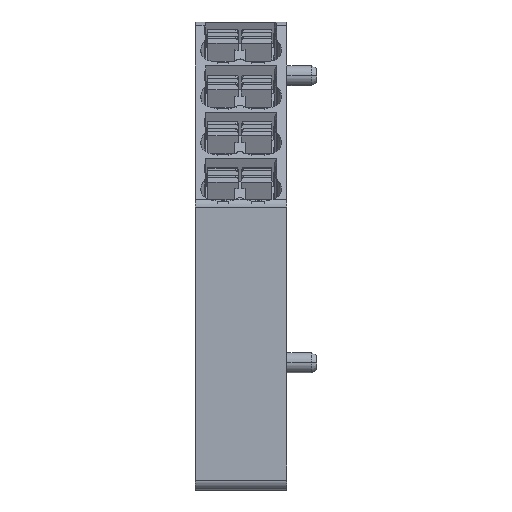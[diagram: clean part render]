
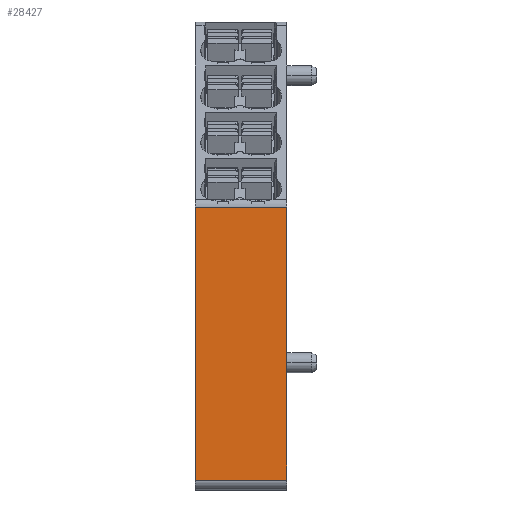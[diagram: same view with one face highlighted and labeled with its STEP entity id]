
A CAD part, front view. The second image highlights one B-rep face of the part: STEP entity #28427.
In plain terms, the highlighted planar face has unit normal (0, -1, 0).
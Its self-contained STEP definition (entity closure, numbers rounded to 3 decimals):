
#28400=AXIS2_PLACEMENT_3D('Plane Axis2P3D',#28397,#28398,#28399) ;
#28367=CARTESIAN_POINT('Vertex',(0.,0.,28.397)) ;
#28370=CARTESIAN_POINT('Line Origine',(4.6,0.,28.397)) ;
#28374=CARTESIAN_POINT('Vertex',(9.2,0.,28.397)) ;
#28397=CARTESIAN_POINT('Axis2P3D Location',(0.,0.,10.6)) ;
#28402=CARTESIAN_POINT('Line Origine',(9.2,0.,14.699)) ;
#28406=CARTESIAN_POINT('Vertex',(9.2,0.,1.)) ;
#28409=CARTESIAN_POINT('Line Origine',(0.,0.,14.699)) ;
#28413=CARTESIAN_POINT('Vertex',(0.,0.,1.)) ;
#28416=CARTESIAN_POINT('Line Origine',(4.6,0.,1.)) ;
#28371=DIRECTION('Vector Direction',(-1.,0.,0.)) ;
#28398=DIRECTION('Axis2P3D Direction',(0.,1.,0.)) ;
#28399=DIRECTION('Axis2P3D XDirection',(0.,0.,1.)) ;
#28403=DIRECTION('Vector Direction',(0.,0.,-1.)) ;
#28410=DIRECTION('Vector Direction',(0.,0.,-1.)) ;
#28417=DIRECTION('Vector Direction',(1.,0.,0.)) ;
#28372=VECTOR('Line Direction',#28371,1.) ;
#28404=VECTOR('Line Direction',#28403,1.) ;
#28411=VECTOR('Line Direction',#28410,1.) ;
#28418=VECTOR('Line Direction',#28417,1.) ;
#28422=ORIENTED_EDGE('',*,*,#28408,.T.) ;
#28423=ORIENTED_EDGE('',*,*,#28376,.F.) ;
#28424=ORIENTED_EDGE('',*,*,#28415,.F.) ;
#28425=ORIENTED_EDGE('',*,*,#28420,.T.) ;
#28427=ADVANCED_FACE('KLTR_PRV4-35X75',(#28426),#28401,.F.) ;
#28376=EDGE_CURVE('',#28368,#28375,#28373,.F.) ;
#28408=EDGE_CURVE('',#28407,#28375,#28405,.F.) ;
#28415=EDGE_CURVE('',#28414,#28368,#28412,.F.) ;
#28420=EDGE_CURVE('',#28414,#28407,#28419,.T.) ;
#28421=EDGE_LOOP('',(#28422,#28423,#28424,#28425)) ;
#28426=FACE_OUTER_BOUND('',#28421,.T.) ;
#28373=LINE('Line',#28370,#28372) ;
#28405=LINE('Line',#28402,#28404) ;
#28412=LINE('Line',#28409,#28411) ;
#28419=LINE('Line',#28416,#28418) ;
#28401=PLANE('',#28400) ;
#28368=VERTEX_POINT('',#28367) ;
#28375=VERTEX_POINT('',#28374) ;
#28407=VERTEX_POINT('',#28406) ;
#28414=VERTEX_POINT('',#28413) ;
